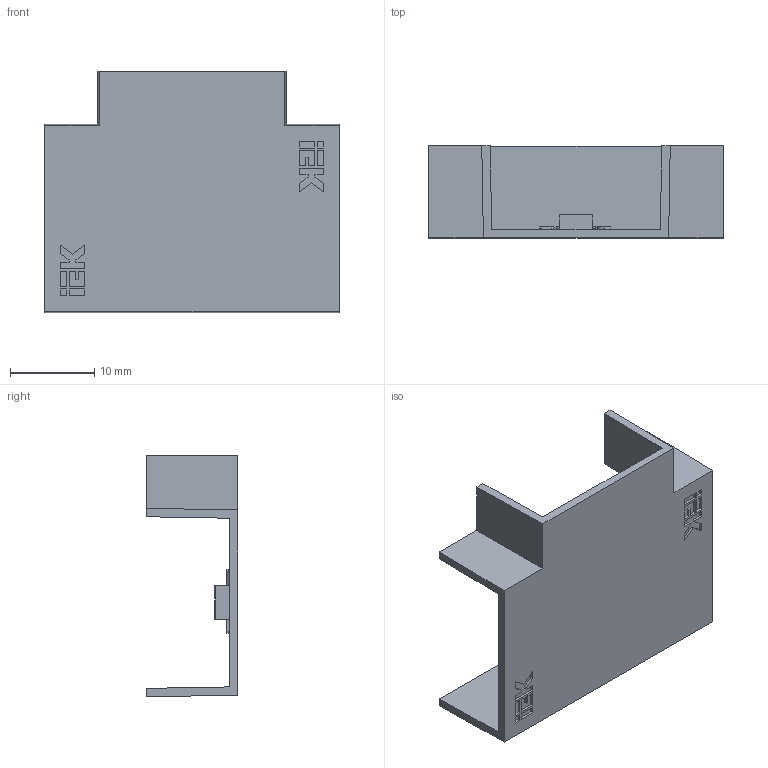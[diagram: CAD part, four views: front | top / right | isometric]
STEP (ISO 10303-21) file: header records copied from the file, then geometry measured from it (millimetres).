
FILE_DESCRIPTION (( 'STEP AP214' ), '1' );
FILE_NAME ('ÊÌÒ 20õ10 (2 î÷åðåäü)_èçì.1.STEP', '2016-06-24T11:55:43', ( '' ), ( '' ), 'SwSTEP 2.0', 'SolidWorks 2014', '' );
FILE_SCHEMA (( 'AUTOMOTIVE_DESIGN' ));
Length unit declared in the file: millimetre
Products named in the file (1): ÊÌÒ 20õ10 (2 î÷åðåäü)_èçì.1
Bounding box: 35 x 10.9 x 28.69 mm (x, y, z)
Volume: 1542.6 mm3; surface area: 3351.7 mm2
Topology: 1 solids, 1 shells, 274 faces, 747 edges, 498 vertices
Faces by surface type: plane 183, bspline 88, cylinder 3
Entity records: 10903 total; most frequent: CARTESIAN_POINT 4528, ORIENTED_EDGE 1494, DIRECTION 951, EDGE_CURVE 747, LINE 565, VECTOR 565, VERTEX_POINT 498, EDGE_LOOP 297
